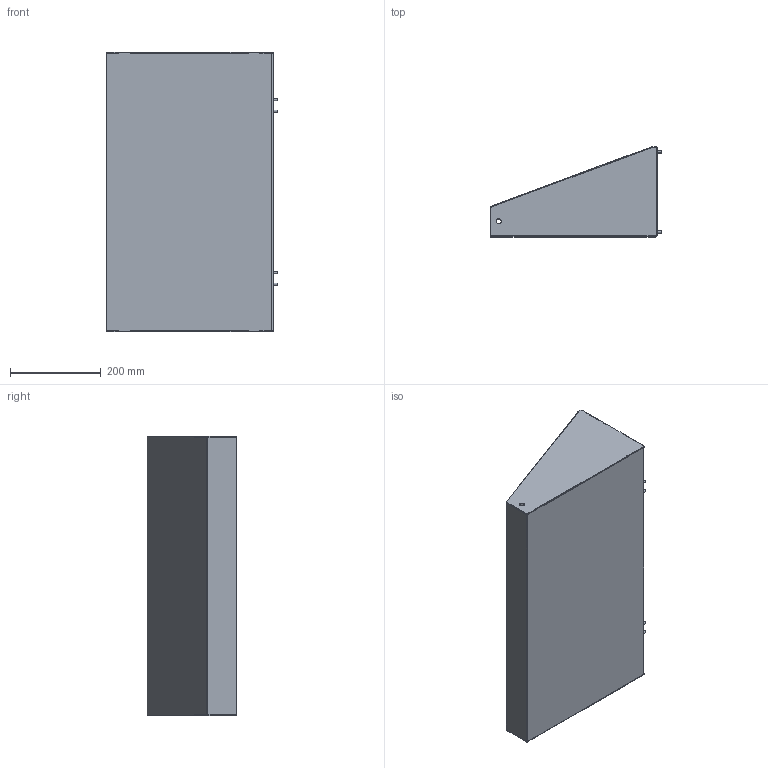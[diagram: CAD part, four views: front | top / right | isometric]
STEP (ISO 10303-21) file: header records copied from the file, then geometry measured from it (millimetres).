
FILE_DESCRIPTION (( 'STEP AP214' ), '1' );
FILE_NAME ('SCE-WSCC.STEP', '2021-01-29T15:56:17', ( '' ), ( '' ), 'SwSTEP 2.0', 'SolidWorks 2019', '' );
FILE_SCHEMA (( 'AUTOMOTIVE_DESIGN' ));
Length unit declared in the file: inch
Products named in the file (1): SCE-WSCC
Bounding box: 378.76 x 198.12 x 615.95 mm (x, y, z)
Volume: 1233204.8 mm3; surface area: 1261551.3 mm2
Topology: 12 solids, 12 shells, 254 faces, 666 edges, 444 vertices
Faces by surface type: plane 188, cylinder 58, bspline 8
Full cylindrical faces by diameter (mm): 4.826 x8, 4.902 x8, 5.588 x4, 6.604 x8, 11.176 x2
Entity records: 11563 total; most frequent: CARTESIAN_POINT 1863, ORIENTED_EDGE 1256, DIRECTION 1222, EDGE_CURVE 628, LINE 496, VECTOR 496, VERTEX_POINT 444, AXIS2_PLACEMENT_3D 363
